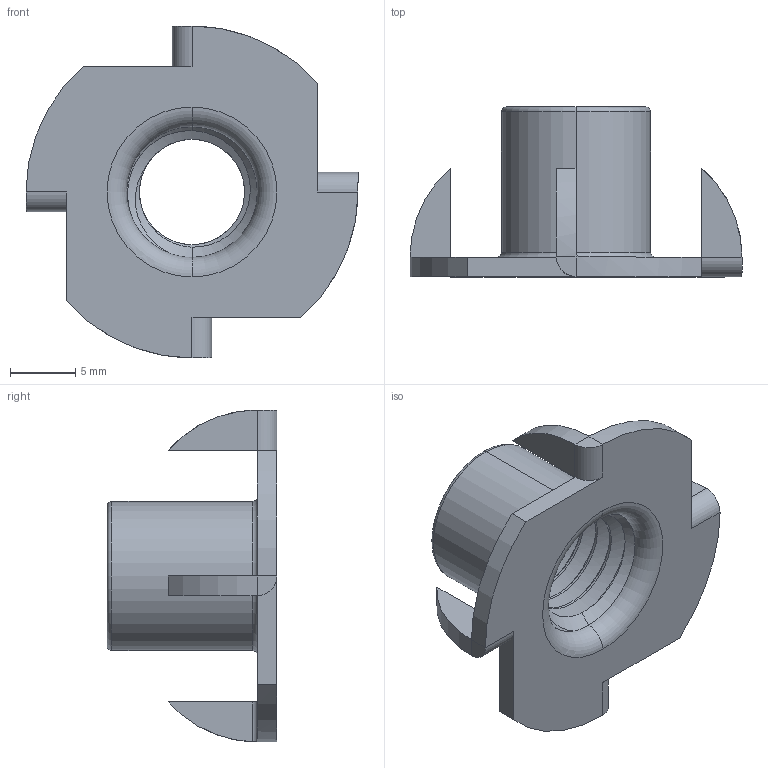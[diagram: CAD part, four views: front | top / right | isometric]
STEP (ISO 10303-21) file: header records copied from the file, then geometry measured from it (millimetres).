
FILE_DESCRIPTION (( 'STEP AP203' ), '1' );
FILE_NAME ('94904A106.STEP', '2018-04-17T13:40:45', ( '' ), ( '' ), 'SwSTEP 2.0', 'SolidWorks 2014', '' );
FILE_SCHEMA (( 'CONFIG_CONTROL_DESIGN' ));
Length unit declared in the file: millimetre
Products named in the file (1): 94904A106
Bounding box: 25.4 x 13 x 25.4 mm (x, y, z)
Volume: 1049.7 mm3; surface area: 2063.7 mm2
Topology: 1 solids, 1 shells, 73 faces, 186 edges, 116 vertices
Faces by surface type: cylinder 31, plane 27, torus 6, cone 6, bspline 3
Entity records: 3737 total; most frequent: CARTESIAN_POINT 1989, ORIENTED_EDGE 372, DIRECTION 332, EDGE_CURVE 186, AXIS2_PLACEMENT_3D 123, VERTEX_POINT 116, LINE 86, VECTOR 86
